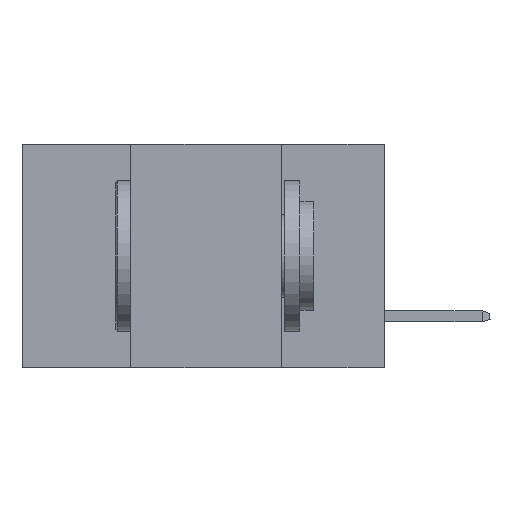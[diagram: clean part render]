
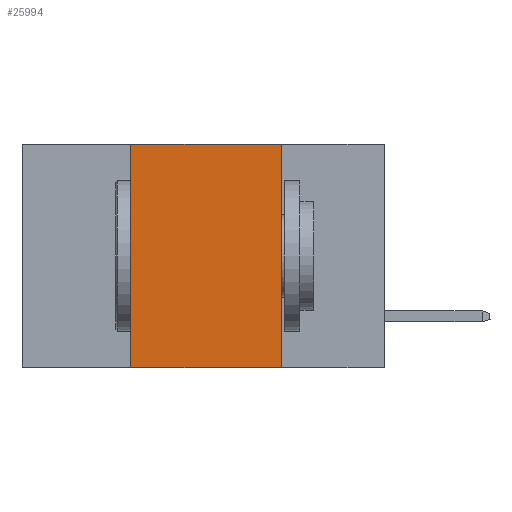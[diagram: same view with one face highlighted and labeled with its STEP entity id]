
A CAD part, left-side view. The second image highlights one B-rep face of the part: STEP entity #25994.
In plain terms, the highlighted planar face has unit normal (-1, 0, 0).
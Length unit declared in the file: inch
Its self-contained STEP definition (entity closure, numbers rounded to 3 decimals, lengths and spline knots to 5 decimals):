
#1961 = CARTESIAN_POINT ( 'NONE',  ( 0., 0.42, 0. ) ) ;
#3066 = CARTESIAN_POINT ( 'NONE',  ( 0., 0.6, 0. ) ) ;
#3889 = EDGE_CURVE ( 'NONE', #14900, #18465, #5113, .T. ) ;
#4363 = VERTEX_POINT ( 'NONE', #22150 ) ;
#4655 = ORIENTED_EDGE ( 'NONE', *, *, #14044, .F. ) ;
#5113 = LINE ( 'NONE', #14495, #13813 ) ;
#5237 = ORIENTED_EDGE ( 'NONE', *, *, #3889, .F. ) ;
#5299 = DIRECTION ( 'NONE',  ( 0., -1., 0. ) ) ;
#5614 = CARTESIAN_POINT ( 'NONE',  ( 0., 0.17, -0.37 ) ) ;
#6341 = FACE_OUTER_BOUND ( 'NONE', #14993, .T. ) ;
#7237 = VECTOR ( 'NONE', #16233, 39.37008 ) ;
#8093 = AXIS2_PLACEMENT_3D ( 'NONE', #3066, #27384, #20090 ) ;
#8719 = CARTESIAN_POINT ( 'NONE',  ( 0., 0.42, 0. ) ) ;
#8813 = CARTESIAN_POINT ( 'NONE',  ( 0., 0.6, -0.37 ) ) ;
#9725 = DIRECTION ( 'NONE',  ( 0., 0., -1. ) ) ;
#10489 = CARTESIAN_POINT ( 'NONE',  ( 0., 0.17, 0. ) ) ;
#12291 = VECTOR ( 'NONE', #9725, 39.37008 ) ;
#13419 = EDGE_CURVE ( 'NONE', #4363, #18596, #14384, .T. ) ;
#13813 = VECTOR ( 'NONE', #5299, 39.37008 ) ;
#14044 = EDGE_CURVE ( 'NONE', #4363, #14900, #23185, .T. ) ;
#14384 = LINE ( 'NONE', #8813, #16662 ) ;
#14495 = CARTESIAN_POINT ( 'NONE',  ( 0., 0.6, 0. ) ) ;
#14900 = VERTEX_POINT ( 'NONE', #8719 ) ;
#14993 = EDGE_LOOP ( 'NONE', ( #23216, #5237, #4655, #26878 ) ) ;
#15116 = PLANE ( 'NONE',  #8093 ) ;
#16233 = DIRECTION ( 'NONE',  ( 0., 0., 1. ) ) ;
#16662 = VECTOR ( 'NONE', #18338, 39.37008 ) ;
#18338 = DIRECTION ( 'NONE',  ( 0., -1., 0. ) ) ;
#18465 = VERTEX_POINT ( 'NONE', #10489 ) ;
#18596 = VERTEX_POINT ( 'NONE', #5614 ) ;
#20090 = DIRECTION ( 'NONE',  ( 0., 0., -1. ) ) ;
#21016 = LINE ( 'NONE', #26440, #12291 ) ;
#22150 = CARTESIAN_POINT ( 'NONE',  ( 0., 0.42, -0.37 ) ) ;
#23185 = LINE ( 'NONE', #1961, #7237 ) ;
#23216 = ORIENTED_EDGE ( 'NONE', *, *, #26948, .F. ) ;
#25994 = ADVANCED_FACE ( 'NONE', ( #6341 ), #15116, .F. ) ;
#26440 = CARTESIAN_POINT ( 'NONE',  ( 0., 0.17, 0. ) ) ;
#26878 = ORIENTED_EDGE ( 'NONE', *, *, #13419, .T. ) ;
#26948 = EDGE_CURVE ( 'NONE', #18465, #18596, #21016, .T. ) ;
#27384 = DIRECTION ( 'NONE',  ( 1., 0., 0. ) ) ;
